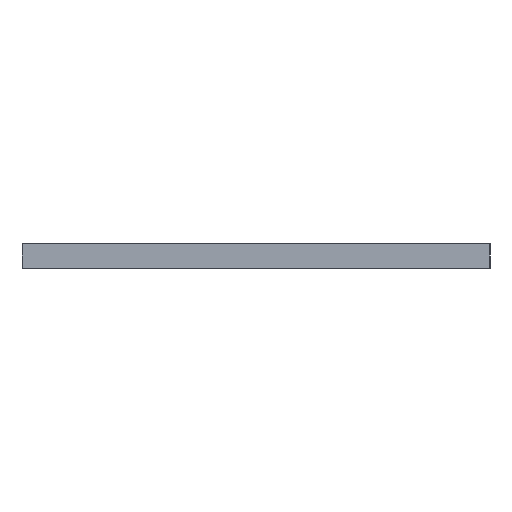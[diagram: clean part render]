
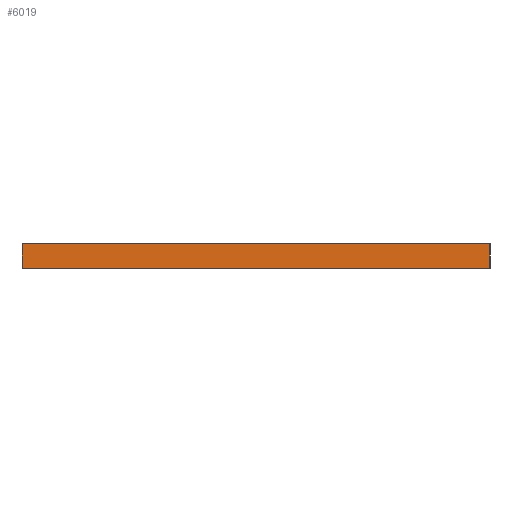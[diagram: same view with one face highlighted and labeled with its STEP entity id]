
A CAD part, left-side view. The second image highlights one B-rep face of the part: STEP entity #6019.
In plain terms, the highlighted planar face has unit normal (-1, 0, 0).
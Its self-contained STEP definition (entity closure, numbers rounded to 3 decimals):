
#5980=CARTESIAN_POINT('',(0.0,0.0,0.0));
#5981=DIRECTION('',(-1.0,0.0,0.0));
#5982=DIRECTION('',(0.0,0.0,1.0));
#5983=AXIS2_PLACEMENT_3D('',#5980,#5981,#5982);
#5984=PLANE('',#5983);
#5985=CARTESIAN_POINT('',(0.0,0.0,23.876));
#5986=VERTEX_POINT('',#5985);
#5987=CARTESIAN_POINT('',(0.,449.,23.876));
#5988=VERTEX_POINT('',#5987);
#5989=CARTESIAN_POINT('',(0.0,0.0,23.876));
#5990=DIRECTION('',(0.0,1.0,0.0));
#5991=VECTOR('',#5990,449.);
#5992=LINE('',#5989,#5991);
#5993=EDGE_CURVE('',#5986,#5988,#5992,.T.);
#5994=ORIENTED_EDGE('',*,*,#5993,.T.);
#5995=CARTESIAN_POINT('',(0.,449.,0.0));
#5996=VERTEX_POINT('',#5995);
#5997=CARTESIAN_POINT('',(0.,449.,0.0));
#5998=DIRECTION('',(0.0,0.0,1.0));
#5999=VECTOR('',#5998,23.876);
#6000=LINE('',#5997,#5999);
#6001=EDGE_CURVE('',#5996,#5988,#6000,.T.);
#6002=ORIENTED_EDGE('',*,*,#6001,.F.);
#6003=CARTESIAN_POINT('',(0.0,0.0,0.0));
#6004=VERTEX_POINT('',#6003);
#6005=CARTESIAN_POINT('',(0.,449.,0.0));
#6006=DIRECTION('',(0.0,-1.0,0.0));
#6007=VECTOR('',#6006,449.);
#6008=LINE('',#6005,#6007);
#6009=EDGE_CURVE('',#5996,#6004,#6008,.T.);
#6010=ORIENTED_EDGE('',*,*,#6009,.T.);
#6011=CARTESIAN_POINT('',(0.0,0.0,0.0));
#6012=DIRECTION('',(0.0,0.0,1.0));
#6013=VECTOR('',#6012,23.876);
#6014=LINE('',#6011,#6013);
#6015=EDGE_CURVE('',#6004,#5986,#6014,.T.);
#6016=ORIENTED_EDGE('',*,*,#6015,.T.);
#6017=EDGE_LOOP('',(#5994,#6002,#6010,#6016));
#6018=FACE_OUTER_BOUND('',#6017,.T.);
#6019=ADVANCED_FACE('',(#6018),#5984,.T.);
